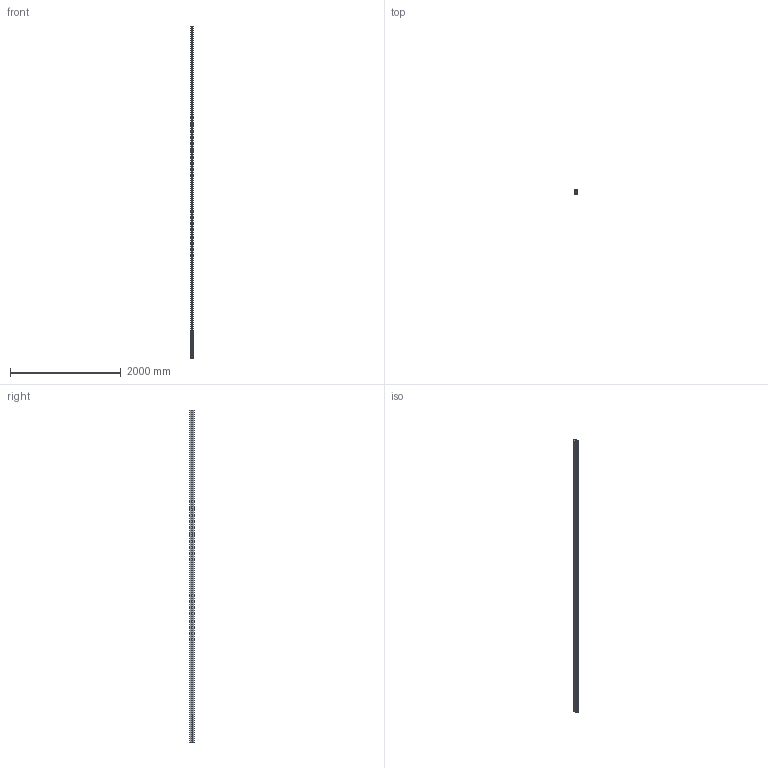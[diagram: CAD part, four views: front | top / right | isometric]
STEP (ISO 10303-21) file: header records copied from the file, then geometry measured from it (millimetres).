
FILE_DESCRIPTION (( 'STEP AP214' ), '1' );
FILE_NAME ('1122673.STEP', '2026-02-02T10:44:13', ( '' ), ( '' ), 'SwSTEP 2.0', 'SolidWorks 2024', '' );
FILE_SCHEMA (( 'AUTOMOTIVE_DESIGN' ));
Length unit declared in the file: millimetre
Products named in the file (3): 011039_L=6000; 1122673
Assembly tree (2 placements, depth 2):
  1122673
    011039_L=6000
    011039_L=6000
Bounding box: 41 x 82 x 6000 mm (x, y, z)
Volume: 3266300.5 mm3; surface area: 3317594.2 mm2
Topology: 2 solids, 2 shells, 920 faces, 2232 edges, 1456 vertices
Faces by surface type: plane 484, cylinder 436
Entity records: 27228 total; most frequent: DIRECTION 4954, CARTESIAN_POINT 4613, ORIENTED_EDGE 4464, EDGE_CURVE 2232, AXIS2_PLACEMENT_3D 1797, VERTEX_POINT 1456, LINE 1360, VECTOR 1360
